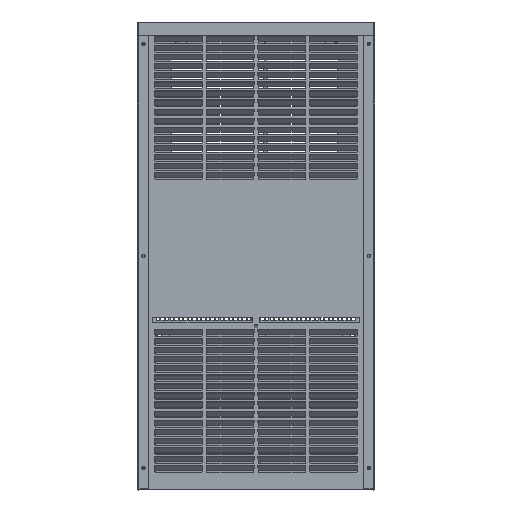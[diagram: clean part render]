
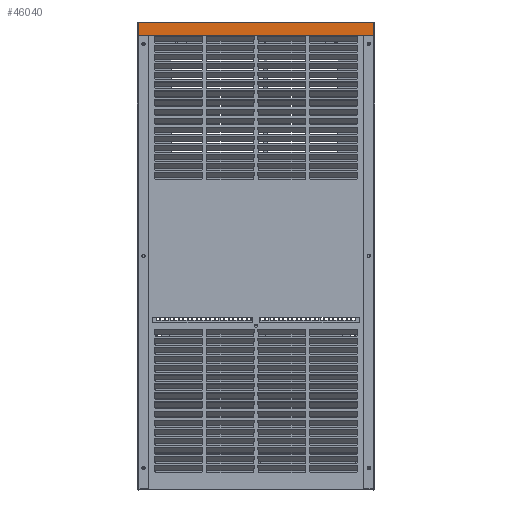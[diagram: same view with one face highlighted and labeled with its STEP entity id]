
A CAD part, top view. The second image highlights one B-rep face of the part: STEP entity #46040.
In plain terms, the highlighted free-form (B-spline) face has degree [1, 1] with [2, 2] control points.
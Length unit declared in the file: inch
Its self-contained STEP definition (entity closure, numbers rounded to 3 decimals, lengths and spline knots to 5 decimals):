
#45990=CARTESIAN_POINT('V2012',(-14.52317,
   1.68387,11.18172));
#45991=VERTEX_POINT('V2012',#45990);
#45998=CARTESIAN_POINT('V2011',(2.60683,1.68387,
   11.18172));
#45999=VERTEX_POINT('V2011',#45998);
#46005=CARTESIAN_POINT('E3027',(2.60683,1.68387,
   11.18172));
#46006=CARTESIAN_POINT('E3027',(-14.52317,
   1.68387,11.18172));
#46007=QUASI_UNIFORM_CURVE('E3027',1,(#46005,#46006),.POLYLINE_FORM.,
   .F.,.U.);
#46008=EDGE_CURVE('E3027',#45999,#45991,#46007,.T.);
#46013=CARTESIAN_POINT('F1130',(2.60801,1.68269,
   11.18172));
#46014=CARTESIAN_POINT('F1130',(-14.52435,
   1.68269,11.18172));
#46015=CARTESIAN_POINT('F1130',(2.60801,2.64106,
   11.18172));
#46016=CARTESIAN_POINT('F1130',(-14.52435,
   2.64106,11.18172));
#46017=B_SPLINE_SURFACE_WITH_KNOTS('F1130',1,1,((#46013,#46015),(
   #46014,#46016)),.PLANE_SURF.,.F.,.F.,.U.,(2,2),(2,2),(0.0,
   17.87671),(0.0,1.0),.UNSPECIFIED.);
#46018=CARTESIAN_POINT('V2013',(-14.52317,
   2.63987,11.18172));
#46019=VERTEX_POINT('V2013',#46018);
#46020=CARTESIAN_POINT('V2010',(2.60683,2.63987,
   11.18172));
#46021=VERTEX_POINT('V2010',#46020);
#46022=CARTESIAN_POINT('E3029',(-14.52317,
   2.63987,11.18172));
#46023=CARTESIAN_POINT('E3029',(2.60683,2.63987,
   11.18172));
#46024=QUASI_UNIFORM_CURVE('E3029',1,(#46022,#46023),.POLYLINE_FORM.,
   .F.,.U.);
#46025=EDGE_CURVE('E3029',#46019,#46021,#46024,.T.);
#46026=ORIENTED_EDGE('E3029',*,*,#46025,.F.);
#46027=CARTESIAN_POINT('E3028',(-14.52317,
   1.68387,11.18172));
#46028=CARTESIAN_POINT('E3028',(-14.52317,
   2.63987,11.18172));
#46029=QUASI_UNIFORM_CURVE('E3028',1,(#46027,#46028),.POLYLINE_FORM.,
   .F.,.U.);
#46030=EDGE_CURVE('E3028',#45991,#46019,#46029,.T.);
#46031=ORIENTED_EDGE('E3028',*,*,#46030,.F.);
#46032=ORIENTED_EDGE('F1149',*,*,#46008,.F.);
#46033=CARTESIAN_POINT('E3026',(2.60683,2.63987,
   11.18172));
#46034=CARTESIAN_POINT('E3026',(2.60683,1.68387,
   11.18172));
#46035=QUASI_UNIFORM_CURVE('E3026',1,(#46033,#46034),.POLYLINE_FORM.,
   .F.,.U.);
#46036=EDGE_CURVE('E3026',#46021,#45999,#46035,.T.);
#46037=ORIENTED_EDGE('E3026',*,*,#46036,.F.);
#46038=EDGE_LOOP('F1130',(#46026,#46031,#46032,#46037));
#46039=FACE_OUTER_BOUND('F1130',#46038,.T.);
#46040=ADVANCED_FACE('F1130',(#46039),#46017,.F.);
